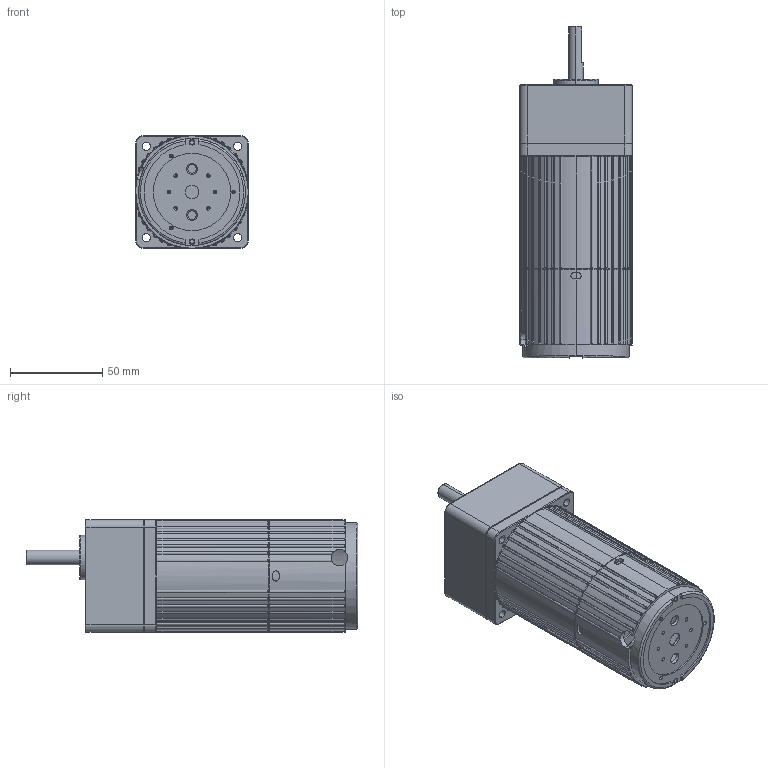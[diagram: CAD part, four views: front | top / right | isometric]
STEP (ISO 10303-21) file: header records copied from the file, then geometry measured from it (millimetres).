
FILE_DESCRIPTION (( 'STEP AP203' ), '1' );
FILE_NAME ('2IK6-M+2GN3-15K.STEP', '2020-01-07T03:03:25', ( 'Sky123.Org' ), ( 'Sky123.Org' ), 'SwSTEP 2.0', 'SolidWorks 2014', '' );
FILE_SCHEMA (( 'CONFIG_CONTROL_DESIGN' ));
Length unit declared in the file: millimetre
Products named in the file (4): 2IK6A-M; 60刹车罩壳-机壳车制; 2GN3-15K; 2IK6-M+2GN3-15K
Assembly tree (3 placements, depth 2):
  2IK6-M+2GN3-15K
    2IK6A-M
    60刹车罩壳-机壳车制
    2GN3-15K
Bounding box: 61 x 180 x 61 mm (x, y, z)
Volume: 357444.7 mm3; surface area: 67054.7 mm2
Topology: 3 solids, 3 shells, 636 faces, 1631 edges, 991 vertices
Faces by surface type: cylinder 230, torus 165, plane 137, cone 51, bspline 51, sphere 2
Entity records: 21844 total; most frequent: CARTESIAN_POINT 6003, DIRECTION 3458, ORIENTED_EDGE 3226, EDGE_CURVE 1613, AXIS2_PLACEMENT_3D 1529, VERTEX_POINT 991, CIRCLE 938, EDGE_LOOP 692
